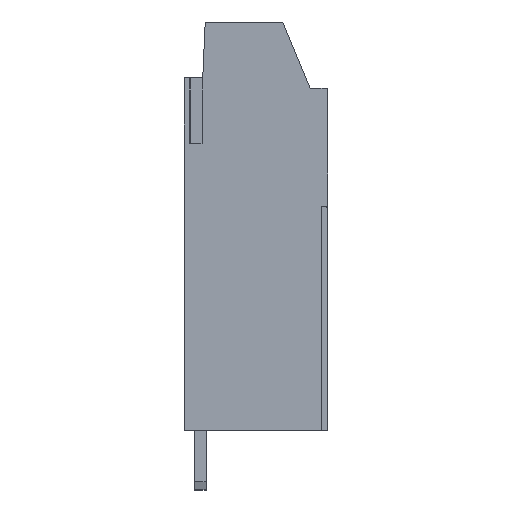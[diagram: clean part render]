
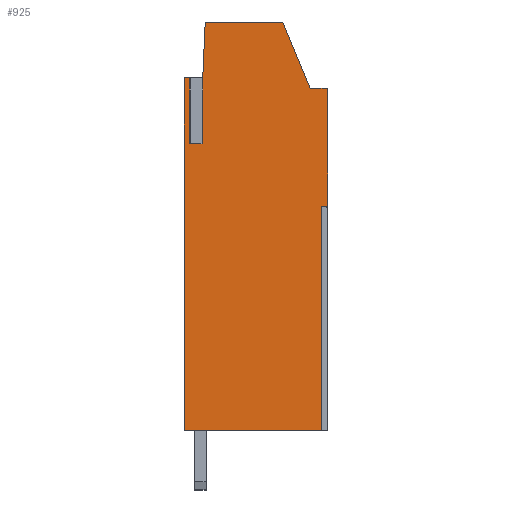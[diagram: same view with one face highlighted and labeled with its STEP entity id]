
A CAD part, left-side view. The second image highlights one B-rep face of the part: STEP entity #925.
In plain terms, the highlighted planar face has unit normal (-1, 0, 0).
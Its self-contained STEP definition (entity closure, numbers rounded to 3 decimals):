
#817=AXIS2_PLACEMENT_3D('Plane Axis2P3D',#814,#815,#816) ;
#849=AXIS2_PLACEMENT_3D('Circle Axis2P3D',#847,#848,$) ;
#323=CARTESIAN_POINT('Vertex',(0.68,0.5,4.5)) ;
#326=CARTESIAN_POINT('Line Origine',(0.68,5.72,4.5)) ;
#330=CARTESIAN_POINT('Vertex',(0.68,10.94,4.5)) ;
#782=CARTESIAN_POINT('Vertex',(0.68,0.5,21.6)) ;
#787=CARTESIAN_POINT('Line Origine',(0.68,0.5,13.05)) ;
#814=CARTESIAN_POINT('Axis2P3D Location',(0.68,0.,1.3)) ;
#819=CARTESIAN_POINT('Line Origine',(0.68,10.595,31.35)) ;
#823=CARTESIAN_POINT('Vertex',(0.68,10.25,31.35)) ;
#825=CARTESIAN_POINT('Vertex',(0.68,10.94,31.35)) ;
#828=CARTESIAN_POINT('Line Origine',(0.68,10.94,17.925)) ;
#833=CARTESIAN_POINT('Line Origine',(0.68,0.25,21.6)) ;
#837=CARTESIAN_POINT('Vertex',(0.68,0.,21.6)) ;
#840=CARTESIAN_POINT('Line Origine',(0.68,0.,25.98)) ;
#844=CARTESIAN_POINT('Vertex',(0.68,0.,30.36)) ;
#847=CARTESIAN_POINT('Axis2P3D Location',(0.68,0.2,30.36)) ;
#851=CARTESIAN_POINT('Vertex',(0.68,0.2,30.56)) ;
#854=CARTESIAN_POINT('Line Origine',(0.68,0.77,30.56)) ;
#858=CARTESIAN_POINT('Vertex',(0.68,1.34,30.56)) ;
#861=CARTESIAN_POINT('Line Origine',(0.68,2.386,33.08)) ;
#865=CARTESIAN_POINT('Vertex',(0.68,3.431,35.6)) ;
#868=CARTESIAN_POINT('Line Origine',(0.68,6.384,35.6)) ;
#872=CARTESIAN_POINT('Vertex',(0.68,9.336,35.6)) ;
#875=CARTESIAN_POINT('Line Origine',(0.68,9.428,33.475)) ;
#879=CARTESIAN_POINT('Vertex',(0.68,9.521,31.35)) ;
#882=CARTESIAN_POINT('Line Origine',(0.68,9.661,31.35)) ;
#886=CARTESIAN_POINT('Vertex',(0.68,9.8,31.35)) ;
#889=CARTESIAN_POINT('Line Origine',(0.68,9.8,28.85)) ;
#893=CARTESIAN_POINT('Vertex',(0.68,9.8,26.35)) ;
#896=CARTESIAN_POINT('Line Origine',(0.68,10.025,26.35)) ;
#900=CARTESIAN_POINT('Vertex',(0.68,10.25,26.35)) ;
#903=CARTESIAN_POINT('Line Origine',(0.68,10.25,28.85)) ;
#327=DIRECTION('Vector Direction',(0.,1.,0.)) ;
#788=DIRECTION('Vector Direction',(0.,0.,-1.)) ;
#815=DIRECTION('Axis2P3D Direction',(-1.,0.,0.)) ;
#816=DIRECTION('Axis2P3D XDirection',(0.,0.,1.)) ;
#820=DIRECTION('Vector Direction',(0.,-1.,0.)) ;
#829=DIRECTION('Vector Direction',(0.,0.,1.)) ;
#834=DIRECTION('Vector Direction',(0.,-1.,0.)) ;
#841=DIRECTION('Vector Direction',(0.,0.,-1.)) ;
#848=DIRECTION('Axis2P3D Direction',(-1.,0.,0.)) ;
#855=DIRECTION('Vector Direction',(0.,-1.,0.)) ;
#862=DIRECTION('Vector Direction',(0.,-0.383,-0.924)) ;
#869=DIRECTION('Vector Direction',(0.,-1.,0.)) ;
#876=DIRECTION('Vector Direction',(0.,-0.044,0.999)) ;
#883=DIRECTION('Vector Direction',(0.,-1.,0.)) ;
#890=DIRECTION('Vector Direction',(0.,0.,-1.)) ;
#897=DIRECTION('Vector Direction',(0.,1.,0.)) ;
#904=DIRECTION('Vector Direction',(0.,0.,-1.)) ;
#328=VECTOR('Line Direction',#327,1.) ;
#789=VECTOR('Line Direction',#788,1.) ;
#821=VECTOR('Line Direction',#820,1.) ;
#830=VECTOR('Line Direction',#829,1.) ;
#835=VECTOR('Line Direction',#834,1.) ;
#842=VECTOR('Line Direction',#841,1.) ;
#856=VECTOR('Line Direction',#855,1.) ;
#863=VECTOR('Line Direction',#862,1.) ;
#870=VECTOR('Line Direction',#869,1.) ;
#877=VECTOR('Line Direction',#876,1.) ;
#884=VECTOR('Line Direction',#883,1.) ;
#891=VECTOR('Line Direction',#890,1.) ;
#898=VECTOR('Line Direction',#897,1.) ;
#905=VECTOR('Line Direction',#904,1.) ;
#909=ORIENTED_EDGE('',*,*,#827,.T.) ;
#910=ORIENTED_EDGE('',*,*,#832,.T.) ;
#911=ORIENTED_EDGE('',*,*,#332,.T.) ;
#912=ORIENTED_EDGE('',*,*,#791,.F.) ;
#913=ORIENTED_EDGE('',*,*,#839,.F.) ;
#914=ORIENTED_EDGE('',*,*,#846,.T.) ;
#915=ORIENTED_EDGE('',*,*,#853,.T.) ;
#916=ORIENTED_EDGE('',*,*,#860,.T.) ;
#917=ORIENTED_EDGE('',*,*,#867,.T.) ;
#918=ORIENTED_EDGE('',*,*,#874,.T.) ;
#919=ORIENTED_EDGE('',*,*,#881,.T.) ;
#920=ORIENTED_EDGE('',*,*,#888,.T.) ;
#921=ORIENTED_EDGE('',*,*,#895,.T.) ;
#922=ORIENTED_EDGE('',*,*,#902,.T.) ;
#923=ORIENTED_EDGE('',*,*,#907,.F.) ;
#925=ADVANCED_FACE('HOUSING',(#924),#818,.T.) ;
#850=CIRCLE('generated circle',#849,0.2) ;
#332=EDGE_CURVE('',#331,#324,#329,.F.) ;
#791=EDGE_CURVE('',#783,#324,#790,.T.) ;
#827=EDGE_CURVE('',#824,#826,#822,.F.) ;
#832=EDGE_CURVE('',#826,#331,#831,.F.) ;
#839=EDGE_CURVE('',#838,#783,#836,.F.) ;
#846=EDGE_CURVE('',#838,#845,#843,.F.) ;
#853=EDGE_CURVE('',#845,#852,#850,.T.) ;
#860=EDGE_CURVE('',#852,#859,#857,.F.) ;
#867=EDGE_CURVE('',#859,#866,#864,.F.) ;
#874=EDGE_CURVE('',#866,#873,#871,.F.) ;
#881=EDGE_CURVE('',#873,#880,#878,.F.) ;
#888=EDGE_CURVE('',#880,#887,#885,.F.) ;
#895=EDGE_CURVE('',#887,#894,#892,.T.) ;
#902=EDGE_CURVE('',#894,#901,#899,.T.) ;
#907=EDGE_CURVE('',#824,#901,#906,.T.) ;
#908=EDGE_LOOP('',(#909,#910,#911,#912,#913,#914,#915,#916,#917,#918,#919,#920,#921,#922,#923)) ;
#924=FACE_OUTER_BOUND('',#908,.T.) ;
#329=LINE('Line',#326,#328) ;
#790=LINE('Line',#787,#789) ;
#822=LINE('Line',#819,#821) ;
#831=LINE('Line',#828,#830) ;
#836=LINE('Line',#833,#835) ;
#843=LINE('Line',#840,#842) ;
#857=LINE('Line',#854,#856) ;
#864=LINE('Line',#861,#863) ;
#871=LINE('Line',#868,#870) ;
#878=LINE('Line',#875,#877) ;
#885=LINE('Line',#882,#884) ;
#892=LINE('Line',#889,#891) ;
#899=LINE('Line',#896,#898) ;
#906=LINE('Line',#903,#905) ;
#818=PLANE('',#817) ;
#324=VERTEX_POINT('',#323) ;
#331=VERTEX_POINT('',#330) ;
#783=VERTEX_POINT('',#782) ;
#824=VERTEX_POINT('',#823) ;
#826=VERTEX_POINT('',#825) ;
#838=VERTEX_POINT('',#837) ;
#845=VERTEX_POINT('',#844) ;
#852=VERTEX_POINT('',#851) ;
#859=VERTEX_POINT('',#858) ;
#866=VERTEX_POINT('',#865) ;
#873=VERTEX_POINT('',#872) ;
#880=VERTEX_POINT('',#879) ;
#887=VERTEX_POINT('',#886) ;
#894=VERTEX_POINT('',#893) ;
#901=VERTEX_POINT('',#900) ;
